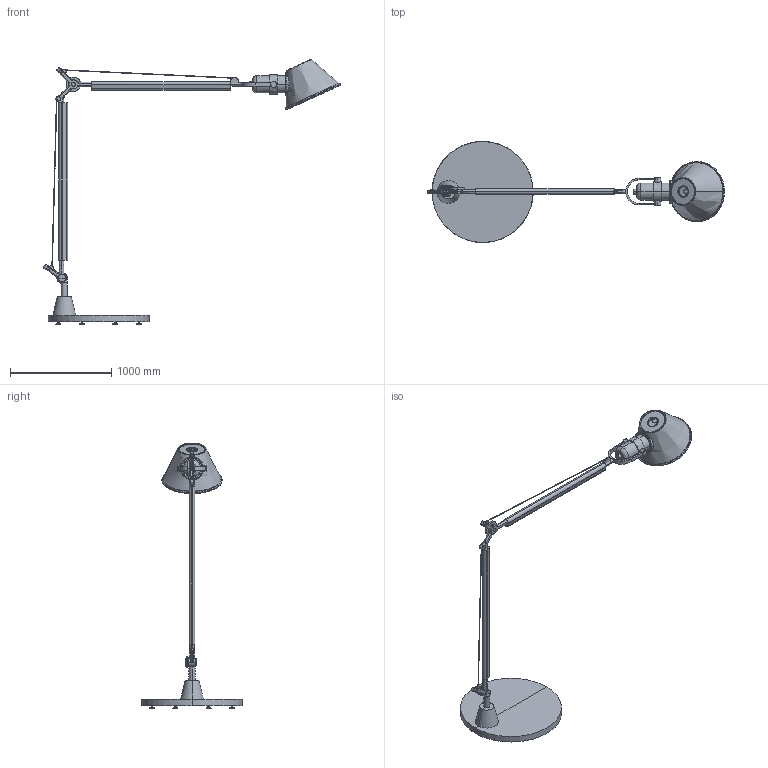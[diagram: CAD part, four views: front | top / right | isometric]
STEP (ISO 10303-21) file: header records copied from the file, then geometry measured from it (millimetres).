
FILE_DESCRIPTION(/* description */ (''),/* implementation_level */ '2;1');
FILE_NAME(/* name */ 'TolomeoXXL_3Db',/* time_stamp */ '2011-12-13T11:23:17+01:00',/* author */ (''),/* organization */ (''),/* preprocessor_version */ 'ST-DEVELOPER v10',/* originating_system */ '',/* authorisation */ '');
FILE_SCHEMA (('CONFIG_CONTROL_DESIGN'));
Length unit declared in the file: millimetre
Products named in the file (1): 1
Bounding box: 2935.49 x 998.93 x 2625.2 mm (x, y, z)
Volume: 57417895.4 mm3; surface area: 4328414 mm2
Topology: 15 solids, 128 shells, 489 faces, 1592 edges, 1189 vertices
Faces by surface type: bspline 422, plane 67
Entity records: 33451 total; most frequent: CARTESIAN_POINT 25487, ORIENTED_EDGE 2380, EDGE_CURVE 1503, VERTEX_POINT 1153, B_SPLINE_CURVE_WITH_KNOTS 821, EDGE_LOOP 510, ADVANCED_FACE 489, FACE_OUTER_BOUND 489
